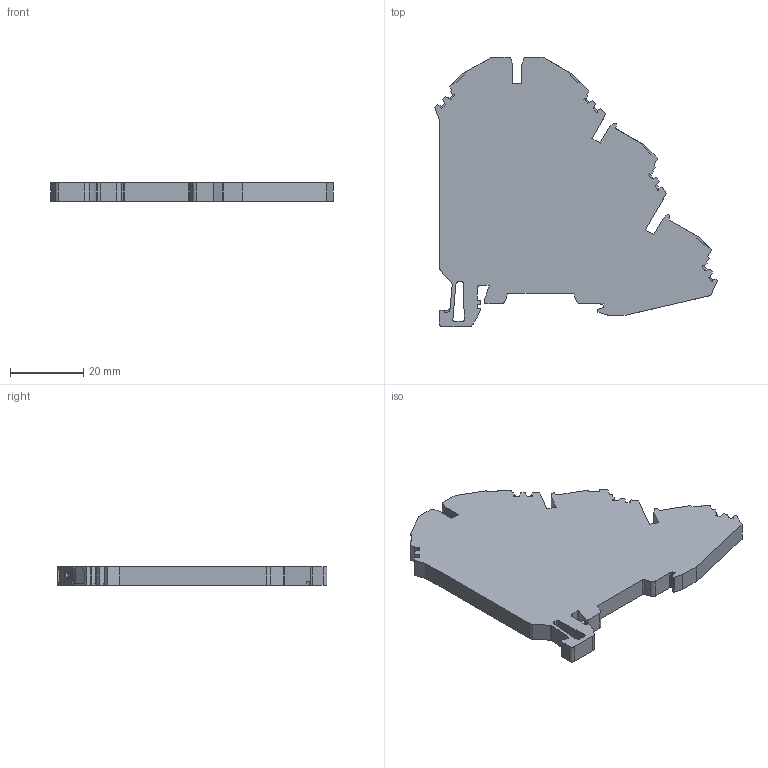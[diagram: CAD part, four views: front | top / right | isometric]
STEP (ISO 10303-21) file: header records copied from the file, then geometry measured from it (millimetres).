
FILE_DESCRIPTION (( 'STEP AP214' ), '1' );
FILE_NAME ('324709_YBK 3S_Grey.STP', '2013-11-13T14:23:46', ( 'arge' ), ( 'Microsoft' ), 'SwSTEP 2.0', 'SolidWorks 2013', '' );
FILE_SCHEMA (( 'AUTOMOTIVE_DESIGN' ));
Length unit declared in the file: millimetre
Products named in the file (1): 324709_YBK 3S_Grey
Bounding box: 77.31 x 73.7 x 5 mm (x, y, z)
Volume: 18602.6 mm3; surface area: 9502.2 mm2
Topology: 1 solids, 1 shells, 306 faces, 872 edges, 574 vertices
Faces by surface type: plane 224, cylinder 74, cone 8
Entity records: 9898 total; most frequent: CARTESIAN_POINT 1825, ORIENTED_EDGE 1744, DIRECTION 1602, EDGE_CURVE 872, LINE 708, VECTOR 708, VERTEX_POINT 574, AXIS2_PLACEMENT_3D 447
